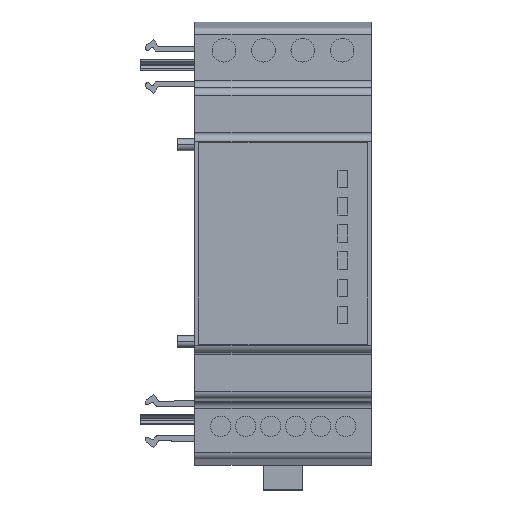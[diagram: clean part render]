
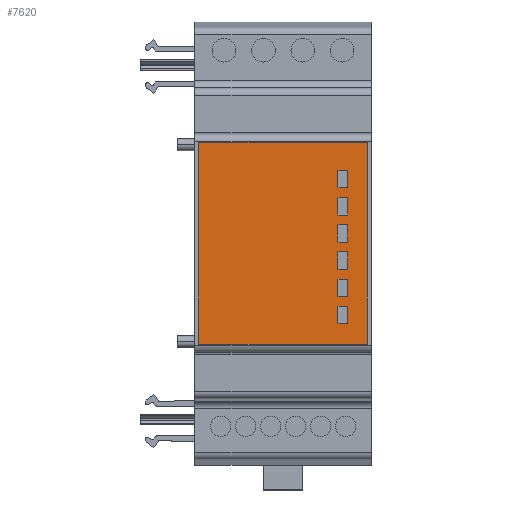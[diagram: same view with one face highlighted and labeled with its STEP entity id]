
A CAD part, top view. The second image highlights one B-rep face of the part: STEP entity #7620.
In plain terms, the highlighted planar face has unit normal (0, 0, 1).
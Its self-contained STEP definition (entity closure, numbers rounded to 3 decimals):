
#6638=CARTESIAN_POINT('',(29.05,-16.26,57.99));
#6639=VERTEX_POINT('',#6638);
#6640=CARTESIAN_POINT('',(29.05,-12.76,57.99));
#6641=VERTEX_POINT('',#6640);
#6642=CARTESIAN_POINT('',(29.05,-16.26,57.99));
#6643=DIRECTION('',(0.0,1.0,0.0));
#6644=VECTOR('',#6643,3.5);
#6645=LINE('',#6642,#6644);
#6646=EDGE_CURVE('',#6639,#6641,#6645,.T.);
#6678=CARTESIAN_POINT('',(31.05,-12.76,57.99));
#6679=VERTEX_POINT('',#6678);
#6680=CARTESIAN_POINT('',(29.05,-12.76,57.99));
#6681=DIRECTION('',(1.0,0.0,0.0));
#6682=VECTOR('',#6681,2.);
#6683=LINE('',#6680,#6682);
#6684=EDGE_CURVE('',#6641,#6679,#6683,.T.);
#6709=CARTESIAN_POINT('',(31.05,-16.26,57.99));
#6710=VERTEX_POINT('',#6709);
#6711=CARTESIAN_POINT('',(31.05,-16.26,57.99));
#6712=DIRECTION('',(-1.0,0.0,0.0));
#6713=VECTOR('',#6712,2.);
#6714=LINE('',#6711,#6713);
#6715=EDGE_CURVE('',#6710,#6639,#6714,.T.);
#6740=CARTESIAN_POINT('',(31.05,-12.76,57.99));
#6741=DIRECTION('',(0.0,-1.0,0.0));
#6742=VECTOR('',#6741,3.5);
#6743=LINE('',#6740,#6742);
#6744=EDGE_CURVE('',#6679,#6710,#6743,.T.);
#6774=CARTESIAN_POINT('',(29.05,-10.759,57.99));
#6775=VERTEX_POINT('',#6774);
#6776=CARTESIAN_POINT('',(29.05,-7.26,57.99));
#6777=VERTEX_POINT('',#6776);
#6778=CARTESIAN_POINT('',(29.05,-10.759,57.99));
#6779=DIRECTION('',(0.0,1.0,0.0));
#6780=VECTOR('',#6779,3.5);
#6781=LINE('',#6778,#6780);
#6782=EDGE_CURVE('',#6775,#6777,#6781,.T.);
#6814=CARTESIAN_POINT('',(31.05,-7.26,57.99));
#6815=VERTEX_POINT('',#6814);
#6816=CARTESIAN_POINT('',(29.05,-7.26,57.99));
#6817=DIRECTION('',(1.0,0.0,0.0));
#6818=VECTOR('',#6817,2.);
#6819=LINE('',#6816,#6818);
#6820=EDGE_CURVE('',#6777,#6815,#6819,.T.);
#6845=CARTESIAN_POINT('',(31.05,-10.759,57.99));
#6846=VERTEX_POINT('',#6845);
#6847=CARTESIAN_POINT('',(31.05,-10.759,57.99));
#6848=DIRECTION('',(-1.0,0.0,0.0));
#6849=VECTOR('',#6848,2.);
#6850=LINE('',#6847,#6849);
#6851=EDGE_CURVE('',#6846,#6775,#6850,.T.);
#6876=CARTESIAN_POINT('',(31.05,-7.26,57.99));
#6877=DIRECTION('',(0.0,-1.0,0.0));
#6878=VECTOR('',#6877,3.5);
#6879=LINE('',#6876,#6878);
#6880=EDGE_CURVE('',#6815,#6846,#6879,.T.);
#6910=CARTESIAN_POINT('',(29.05,-5.26,57.99));
#6911=VERTEX_POINT('',#6910);
#6912=CARTESIAN_POINT('',(29.05,-1.759,57.99));
#6913=VERTEX_POINT('',#6912);
#6914=CARTESIAN_POINT('',(29.05,-5.26,57.99));
#6915=DIRECTION('',(0.0,1.0,0.0));
#6916=VECTOR('',#6915,3.5);
#6917=LINE('',#6914,#6916);
#6918=EDGE_CURVE('',#6911,#6913,#6917,.T.);
#6950=CARTESIAN_POINT('',(31.05,-1.759,57.99));
#6951=VERTEX_POINT('',#6950);
#6952=CARTESIAN_POINT('',(29.05,-1.759,57.99));
#6953=DIRECTION('',(1.0,0.0,0.0));
#6954=VECTOR('',#6953,2.);
#6955=LINE('',#6952,#6954);
#6956=EDGE_CURVE('',#6913,#6951,#6955,.T.);
#6981=CARTESIAN_POINT('',(31.05,-5.26,57.99));
#6982=VERTEX_POINT('',#6981);
#6983=CARTESIAN_POINT('',(31.05,-5.26,57.99));
#6984=DIRECTION('',(-1.0,0.0,0.0));
#6985=VECTOR('',#6984,2.);
#6986=LINE('',#6983,#6985);
#6987=EDGE_CURVE('',#6982,#6911,#6986,.T.);
#7012=CARTESIAN_POINT('',(31.05,-1.759,57.99));
#7013=DIRECTION('',(0.0,-1.0,0.0));
#7014=VECTOR('',#7013,3.5);
#7015=LINE('',#7012,#7014);
#7016=EDGE_CURVE('',#6951,#6982,#7015,.T.);
#7046=CARTESIAN_POINT('',(29.05,3.74,57.99));
#7047=VERTEX_POINT('',#7046);
#7048=CARTESIAN_POINT('',(31.05,3.74,57.99));
#7049=VERTEX_POINT('',#7048);
#7050=CARTESIAN_POINT('',(29.05,3.74,57.99));
#7051=DIRECTION('',(1.0,0.0,0.0));
#7052=VECTOR('',#7051,2.);
#7053=LINE('',#7050,#7052);
#7054=EDGE_CURVE('',#7047,#7049,#7053,.T.);
#7086=CARTESIAN_POINT('',(31.05,0.24,57.99));
#7087=VERTEX_POINT('',#7086);
#7088=CARTESIAN_POINT('',(31.05,3.74,57.99));
#7089=DIRECTION('',(0.0,-1.0,0.0));
#7090=VECTOR('',#7089,3.5);
#7091=LINE('',#7088,#7090);
#7092=EDGE_CURVE('',#7049,#7087,#7091,.T.);
#7117=CARTESIAN_POINT('',(29.05,0.24,57.99));
#7118=VERTEX_POINT('',#7117);
#7119=CARTESIAN_POINT('',(29.05,0.24,57.99));
#7120=DIRECTION('',(0.0,1.0,0.0));
#7121=VECTOR('',#7120,3.5);
#7122=LINE('',#7119,#7121);
#7123=EDGE_CURVE('',#7118,#7047,#7122,.T.);
#7148=CARTESIAN_POINT('',(31.05,0.24,57.99));
#7149=DIRECTION('',(-1.0,0.0,0.0));
#7150=VECTOR('',#7149,2.);
#7151=LINE('',#7148,#7150);
#7152=EDGE_CURVE('',#7087,#7118,#7151,.T.);
#7182=CARTESIAN_POINT('',(29.05,5.74,57.99));
#7183=VERTEX_POINT('',#7182);
#7184=CARTESIAN_POINT('',(29.05,9.24,57.99));
#7185=VERTEX_POINT('',#7184);
#7186=CARTESIAN_POINT('',(29.05,5.74,57.99));
#7187=DIRECTION('',(0.0,1.0,0.0));
#7188=VECTOR('',#7187,3.5);
#7189=LINE('',#7186,#7188);
#7190=EDGE_CURVE('',#7183,#7185,#7189,.T.);
#7222=CARTESIAN_POINT('',(31.05,9.24,57.99));
#7223=VERTEX_POINT('',#7222);
#7224=CARTESIAN_POINT('',(29.05,9.24,57.99));
#7225=DIRECTION('',(1.0,0.0,0.0));
#7226=VECTOR('',#7225,2.);
#7227=LINE('',#7224,#7226);
#7228=EDGE_CURVE('',#7185,#7223,#7227,.T.);
#7253=CARTESIAN_POINT('',(31.05,5.74,57.99));
#7254=VERTEX_POINT('',#7253);
#7255=CARTESIAN_POINT('',(31.05,5.74,57.99));
#7256=DIRECTION('',(-1.0,0.0,0.0));
#7257=VECTOR('',#7256,2.);
#7258=LINE('',#7255,#7257);
#7259=EDGE_CURVE('',#7254,#7183,#7258,.T.);
#7284=CARTESIAN_POINT('',(31.05,9.24,57.99));
#7285=DIRECTION('',(0.0,-1.0,0.0));
#7286=VECTOR('',#7285,3.5);
#7287=LINE('',#7284,#7286);
#7288=EDGE_CURVE('',#7223,#7254,#7287,.T.);
#7318=CARTESIAN_POINT('',(29.05,14.74,57.99));
#7319=VERTEX_POINT('',#7318);
#7320=CARTESIAN_POINT('',(31.05,14.74,57.99));
#7321=VERTEX_POINT('',#7320);
#7322=CARTESIAN_POINT('',(29.05,14.74,57.99));
#7323=DIRECTION('',(1.0,0.0,0.0));
#7324=VECTOR('',#7323,2.);
#7325=LINE('',#7322,#7324);
#7326=EDGE_CURVE('',#7319,#7321,#7325,.T.);
#7358=CARTESIAN_POINT('',(31.05,11.24,57.99));
#7359=VERTEX_POINT('',#7358);
#7360=CARTESIAN_POINT('',(31.05,14.74,57.99));
#7361=DIRECTION('',(0.0,-1.0,0.0));
#7362=VECTOR('',#7361,3.5);
#7363=LINE('',#7360,#7362);
#7364=EDGE_CURVE('',#7321,#7359,#7363,.T.);
#7389=CARTESIAN_POINT('',(29.05,11.24,57.99));
#7390=VERTEX_POINT('',#7389);
#7391=CARTESIAN_POINT('',(29.05,11.24,57.99));
#7392=DIRECTION('',(0.0,1.0,0.0));
#7393=VECTOR('',#7392,3.5);
#7394=LINE('',#7391,#7393);
#7395=EDGE_CURVE('',#7390,#7319,#7394,.T.);
#7420=CARTESIAN_POINT('',(31.05,11.24,57.99));
#7421=DIRECTION('',(-1.0,0.0,0.0));
#7422=VECTOR('',#7421,2.);
#7423=LINE('',#7420,#7422);
#7424=EDGE_CURVE('',#7359,#7390,#7423,.T.);
#7454=CARTESIAN_POINT('',(0.8,20.501,57.99));
#7455=VERTEX_POINT('',#7454);
#7456=CARTESIAN_POINT('',(0.8,-20.499,57.99));
#7457=VERTEX_POINT('',#7456);
#7458=CARTESIAN_POINT('',(0.8,20.501,57.99));
#7459=DIRECTION('',(0.0,-1.0,0.0));
#7460=VECTOR('',#7459,41.);
#7461=LINE('',#7458,#7460);
#7462=EDGE_CURVE('',#7455,#7457,#7461,.T.);
#7494=CARTESIAN_POINT('',(35.,-20.499,57.99));
#7495=VERTEX_POINT('',#7494);
#7496=CARTESIAN_POINT('',(0.8,-20.499,57.99));
#7497=DIRECTION('',(1.0,0.0,0.0));
#7498=VECTOR('',#7497,34.2);
#7499=LINE('',#7496,#7498);
#7500=EDGE_CURVE('',#7457,#7495,#7499,.T.);
#7525=CARTESIAN_POINT('',(35.,20.501,57.99));
#7526=VERTEX_POINT('',#7525);
#7527=CARTESIAN_POINT('',(35.,-20.499,57.99));
#7528=DIRECTION('',(0.0,1.0,0.0));
#7529=VECTOR('',#7528,41.);
#7530=LINE('',#7527,#7529);
#7531=EDGE_CURVE('',#7495,#7526,#7530,.T.);
#7556=CARTESIAN_POINT('',(35.,20.501,57.99));
#7557=DIRECTION('',(-1.0,0.0,0.0));
#7558=VECTOR('',#7557,34.2);
#7559=LINE('',#7556,#7558);
#7560=EDGE_CURVE('',#7526,#7455,#7559,.T.);
#7573=CARTESIAN_POINT('',(17.9,0.001,57.99));
#7574=DIRECTION('',(0.0,0.0,1.0));
#7575=DIRECTION('',(1.0,0.0,0.0));
#7576=AXIS2_PLACEMENT_3D('',#7573,#7574,#7575);
#7577=PLANE('',#7576);
#7578=ORIENTED_EDGE('',*,*,#7462,.T.);
#7579=ORIENTED_EDGE('',*,*,#7500,.T.);
#7580=ORIENTED_EDGE('',*,*,#7531,.T.);
#7581=ORIENTED_EDGE('',*,*,#7560,.T.);
#7582=EDGE_LOOP('',(#7578,#7579,#7580,#7581));
#7583=FACE_OUTER_BOUND('',#7582,.T.);
#7584=ORIENTED_EDGE('',*,*,#7092,.T.);
#7585=ORIENTED_EDGE('',*,*,#7152,.T.);
#7586=ORIENTED_EDGE('',*,*,#7123,.T.);
#7587=ORIENTED_EDGE('',*,*,#7054,.T.);
#7588=EDGE_LOOP('',(#7584,#7585,#7586,#7587));
#7589=FACE_BOUND('',#7588,.T.);
#7590=ORIENTED_EDGE('',*,*,#7016,.T.);
#7591=ORIENTED_EDGE('',*,*,#6987,.T.);
#7592=ORIENTED_EDGE('',*,*,#6918,.T.);
#7593=ORIENTED_EDGE('',*,*,#6956,.T.);
#7594=EDGE_LOOP('',(#7590,#7591,#7592,#7593));
#7595=FACE_BOUND('',#7594,.T.);
#7596=ORIENTED_EDGE('',*,*,#7228,.T.);
#7597=ORIENTED_EDGE('',*,*,#7288,.T.);
#7598=ORIENTED_EDGE('',*,*,#7259,.T.);
#7599=ORIENTED_EDGE('',*,*,#7190,.T.);
#7600=EDGE_LOOP('',(#7596,#7597,#7598,#7599));
#7601=FACE_BOUND('',#7600,.T.);
#7602=ORIENTED_EDGE('',*,*,#6880,.T.);
#7603=ORIENTED_EDGE('',*,*,#6851,.T.);
#7604=ORIENTED_EDGE('',*,*,#6782,.T.);
#7605=ORIENTED_EDGE('',*,*,#6820,.T.);
#7606=EDGE_LOOP('',(#7602,#7603,#7604,#7605));
#7607=FACE_BOUND('',#7606,.T.);
#7608=ORIENTED_EDGE('',*,*,#7326,.T.);
#7609=ORIENTED_EDGE('',*,*,#7364,.T.);
#7610=ORIENTED_EDGE('',*,*,#7424,.T.);
#7611=ORIENTED_EDGE('',*,*,#7395,.T.);
#7612=EDGE_LOOP('',(#7608,#7609,#7610,#7611));
#7613=FACE_BOUND('',#7612,.T.);
#7614=ORIENTED_EDGE('',*,*,#6744,.T.);
#7615=ORIENTED_EDGE('',*,*,#6715,.T.);
#7616=ORIENTED_EDGE('',*,*,#6646,.T.);
#7617=ORIENTED_EDGE('',*,*,#6684,.T.);
#7618=EDGE_LOOP('',(#7614,#7615,#7616,#7617));
#7619=FACE_BOUND('',#7618,.T.);
#7620=ADVANCED_FACE('',(#7583,#7589,#7595,#7601,#7607,#7613,#7619),#7577,.T.);
